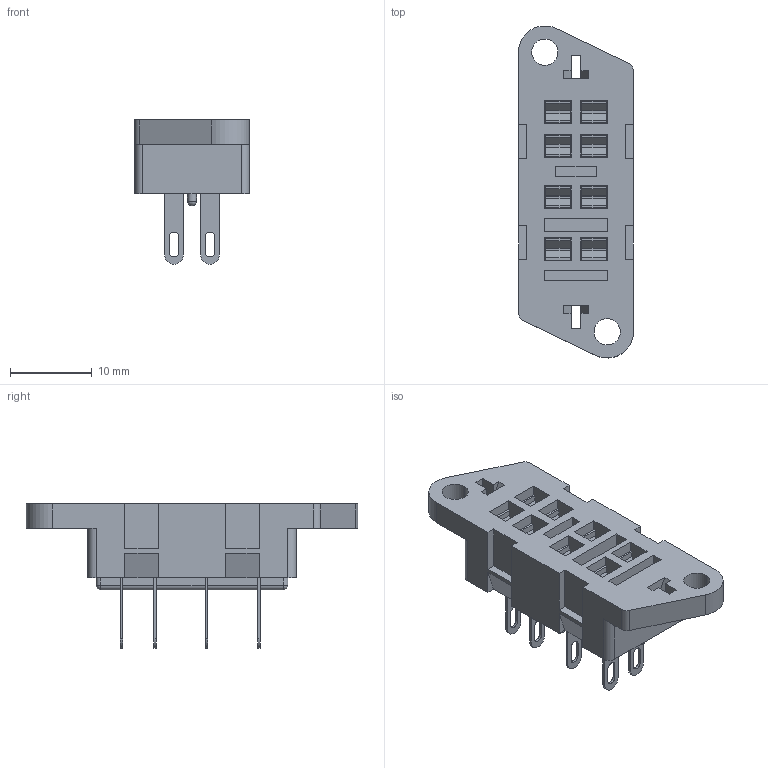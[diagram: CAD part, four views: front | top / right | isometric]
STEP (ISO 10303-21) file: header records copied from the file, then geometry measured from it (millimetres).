
FILE_DESCRIPTION (( 'STEP AP214' ), '1' );
FILE_NAME ('G2M.STEP', '2014-09-29T10:43:10', ( '' ), ( '' ), 'SwSTEP 2.0', 'SolidWorks 2012', '' );
FILE_SCHEMA (( 'AUTOMOTIVE_DESIGN' ));
Length unit declared in the file: millimetre
Products named in the file (1): G2M
Bounding box: 14 x 40.49 x 17.6 mm (x, y, z)
Volume: 2867.4 mm3; surface area: 4147.5 mm2
Topology: 1 solids, 1 shells, 451 faces, 1337 edges, 872 vertices
Faces by surface type: plane 393, cylinder 56, sphere 2
Entity records: 17821 total; most frequent: ORIENTED_EDGE 2666, CARTESIAN_POINT 2655, DIRECTION 2349, EDGE_CURVE 1333, LINE 1221, VECTOR 1221, VERTEX_POINT 870, AXIS2_PLACEMENT_3D 564
